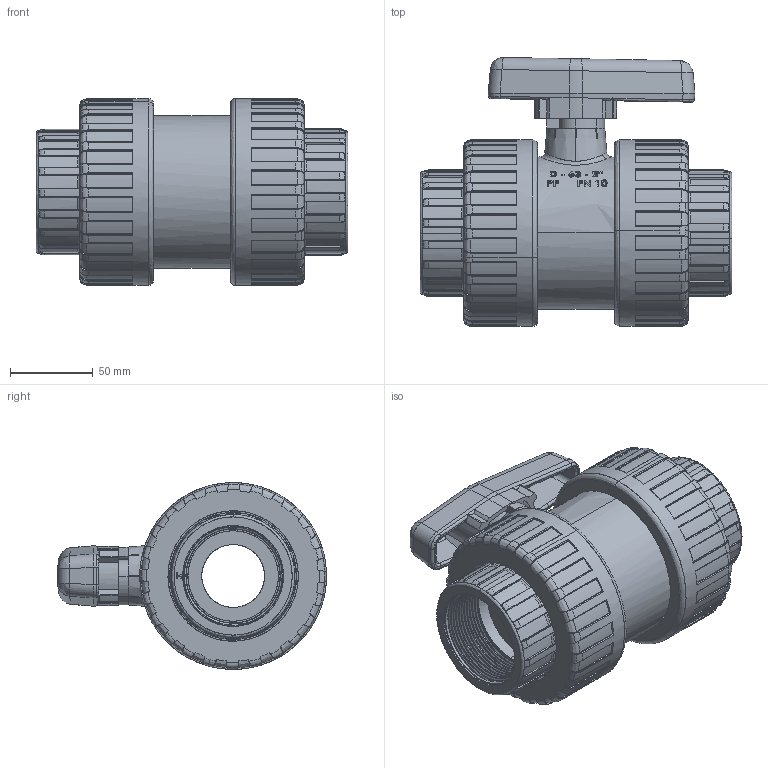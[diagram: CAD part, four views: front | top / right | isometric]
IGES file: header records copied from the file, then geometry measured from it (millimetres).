
Start section: SolidWorks IGES file using NURBS representation for surfaces
Global section: file name: 02612077200.IGS; native system: SolidWorks 2020; preprocessor: SolidWorks 2020; author: Fabio; date: 201009.145601; units: millimetre
Bounding box: 188.76 x 162.77 x 113 mm (x, y, z)
Surface area: 154159.4 mm2 (no closed solid volume)
Topology: 0 solids, 0 shells, 1559 faces, 18696 edges, 18684 vertices
Faces by surface type: bspline 1559
